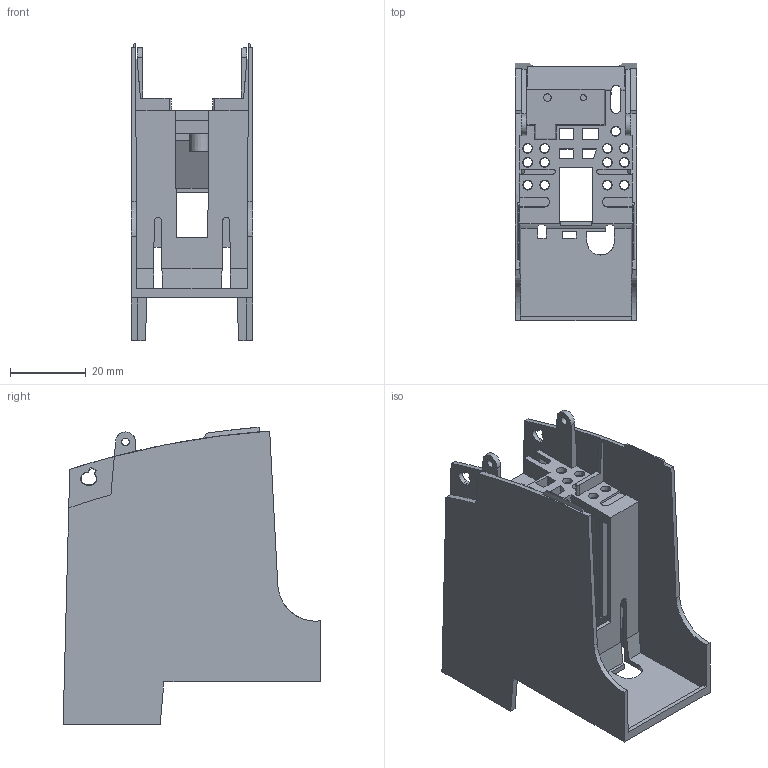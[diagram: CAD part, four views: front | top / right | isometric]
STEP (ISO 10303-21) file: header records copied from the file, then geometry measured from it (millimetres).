
FILE_DESCRIPTION(/* description */ (''),/* implementation_level */ '2;1');
FILE_NAME(/* name */ '3NX3140_000154050.stp',/* time_stamp */ '2024-10-21T08:25:40+02:00',/* author */ (''),/* organization */ (''),/* preprocessor_version */ 'ST-DEVELOPER v18.101',/* originating_system */ 'SIEMENS PLM Software NX 2007',/* authorisation */ '');
FILE_SCHEMA (('AUTOMOTIVE_DESIGN { 1 0 10303 214 3 1 1 1 }'));
Length unit declared in the file: millimetre
Products named in the file (1): 3NX3140_000154050_stp
Bounding box: 32 x 68 x 78.45 mm (x, y, z)
Volume: 17811.9 mm3; surface area: 25861.9 mm2
Topology: 1 solids, 1 shells, 203 faces, 628 edges, 419 vertices
Faces by surface type: plane 158, cone 29, cylinder 16
Full cylindrical faces by diameter (mm): 2 x2
Entity records: 8413 total; most frequent: CARTESIAN_POINT 1273, ORIENTED_EDGE 1216, DIRECTION 1105, EDGE_CURVE 608, LINE 501, VECTOR 501, VERTEX_POINT 416, AXIS2_PLACEMENT_3D 302
